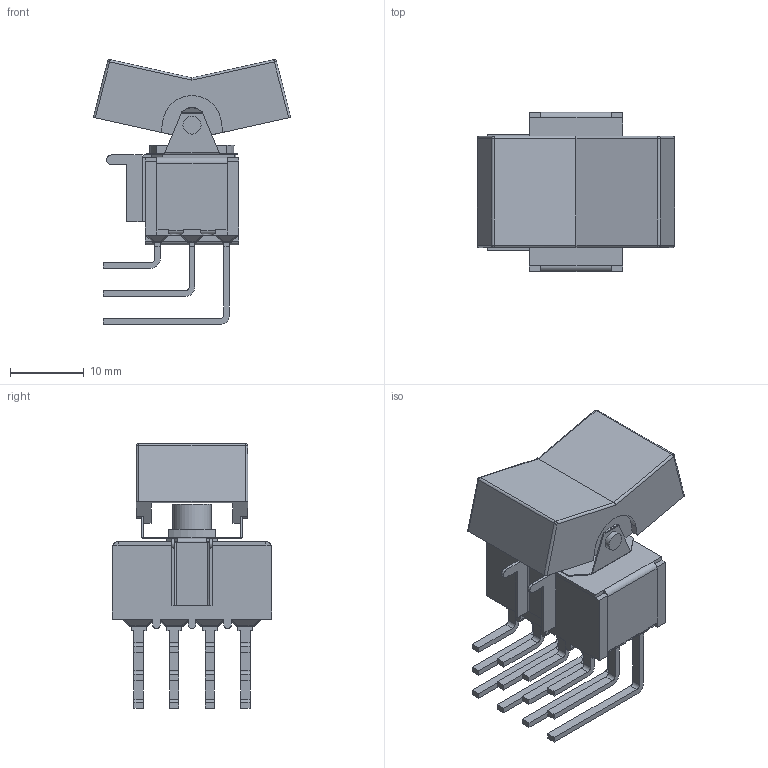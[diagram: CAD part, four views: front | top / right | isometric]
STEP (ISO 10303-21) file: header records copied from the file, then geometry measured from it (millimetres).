
FILE_DESCRIPTION(/* description */ (''),/* implementation_level */ '2;1');
FILE_NAME(/* name */ '3004PxJ3xxxM7xE.stp',/* time_stamp */ '2026-01-23T18:52:57-06:00',/* author */ ('jmeyers'),/* organization */ (''),/* preprocessor_version */ 'ST-DEVELOPER v18.1',/* originating_system */ 'Autodesk Inventor 2022',/* authorisation */ '');
FILE_SCHEMA (('AUTOMOTIVE_DESIGN { 1 0 10303 214 3 1 1 }'));
Length unit declared in the file: inch
Products named in the file (1): Part13
Bounding box: 26.8 x 21.59 x 35.92 mm (x, y, z)
Volume: 4638.7 mm3; surface area: 4724.5 mm2
Topology: 1 solids, 1 shells, 613 faces, 1618 edges, 976 vertices
Faces by surface type: plane 385, cylinder 176, sphere 52
Full cylindrical faces by diameter (mm): 2.45 x4, 3.2 x1, 5.2 x1
Entity records: 18322 total; most frequent: CARTESIAN_POINT 3207, DIRECTION 3152, ORIENTED_EDGE 3132, EDGE_CURVE 1566, LINE 1184, VECTOR 1184, AXIS2_PLACEMENT_3D 984, VERTEX_POINT 976
